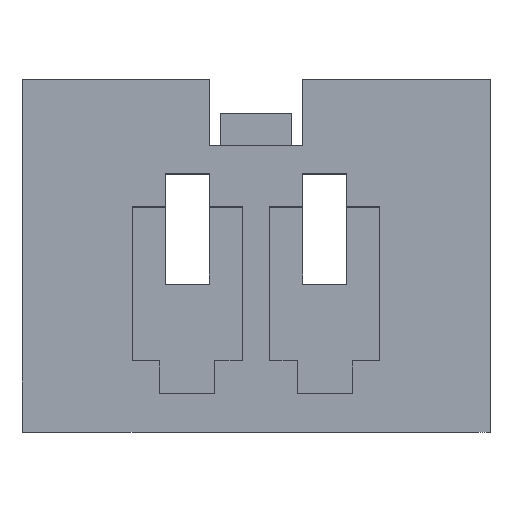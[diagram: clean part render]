
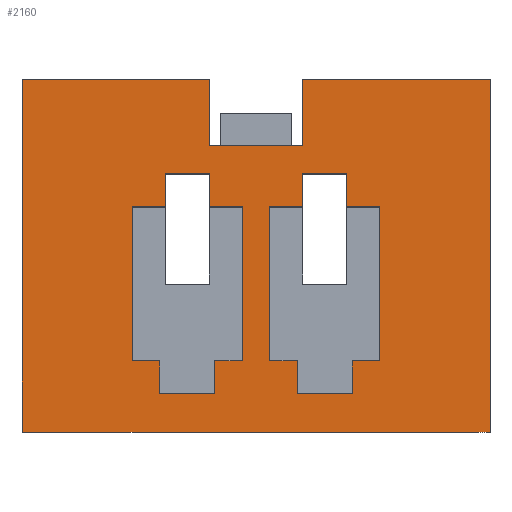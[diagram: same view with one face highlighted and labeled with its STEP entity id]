
A CAD part, top view. The second image highlights one B-rep face of the part: STEP entity #2160.
In plain terms, the highlighted planar face has unit normal (0, 0, 1).
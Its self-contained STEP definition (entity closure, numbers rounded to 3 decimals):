
#218=ORIENTED_EDGE('',*,*,#813,.F.);
#219=ORIENTED_EDGE('',*,*,#671,.T.);
#220=ORIENTED_EDGE('',*,*,#814,.F.);
#221=ORIENTED_EDGE('',*,*,#719,.F.);
#222=ORIENTED_EDGE('',*,*,#815,.T.);
#223=ORIENTED_EDGE('',*,*,#816,.T.);
#224=ORIENTED_EDGE('',*,*,#817,.F.);
#225=ORIENTED_EDGE('',*,*,#801,.F.);
#226=ORIENTED_EDGE('',*,*,#818,.T.);
#227=ORIENTED_EDGE('',*,*,#819,.T.);
#228=ORIENTED_EDGE('',*,*,#820,.T.);
#229=ORIENTED_EDGE('',*,*,#821,.T.);
#230=ORIENTED_EDGE('',*,*,#822,.T.);
#231=ORIENTED_EDGE('',*,*,#823,.T.);
#232=ORIENTED_EDGE('',*,*,#824,.T.);
#233=ORIENTED_EDGE('',*,*,#825,.T.);
#234=ORIENTED_EDGE('',*,*,#826,.T.);
#235=ORIENTED_EDGE('',*,*,#827,.T.);
#236=ORIENTED_EDGE('',*,*,#828,.T.);
#237=ORIENTED_EDGE('',*,*,#829,.T.);
#238=ORIENTED_EDGE('',*,*,#830,.T.);
#239=ORIENTED_EDGE('',*,*,#831,.T.);
#240=ORIENTED_EDGE('',*,*,#832,.T.);
#241=ORIENTED_EDGE('',*,*,#833,.T.);
#242=ORIENTED_EDGE('',*,*,#834,.T.);
#243=ORIENTED_EDGE('',*,*,#749,.T.);
#244=ORIENTED_EDGE('',*,*,#687,.T.);
#245=ORIENTED_EDGE('',*,*,#692,.T.);
#246=ORIENTED_EDGE('',*,*,#695,.T.);
#247=ORIENTED_EDGE('',*,*,#698,.T.);
#248=ORIENTED_EDGE('',*,*,#703,.T.);
#249=ORIENTED_EDGE('',*,*,#778,.T.);
#671=EDGE_CURVE('',#986,#988,#1196,.T.);
#687=EDGE_CURVE('',#1003,#1002,#1210,.T.);
#692=EDGE_CURVE('',#1002,#1006,#1215,.T.);
#695=EDGE_CURVE('',#1006,#1008,#1218,.T.);
#698=EDGE_CURVE('',#1008,#1010,#1221,.T.);
#703=EDGE_CURVE('',#1010,#1014,#1226,.T.);
#719=EDGE_CURVE('',#1027,#1028,#1241,.T.);
#749=EDGE_CURVE('',#1053,#1003,#1270,.T.);
#778=EDGE_CURVE('',#1014,#1074,#1299,.T.);
#801=EDGE_CURVE('',#1093,#1094,#1322,.T.);
#813=EDGE_CURVE('',#986,#1093,#1334,.T.);
#814=EDGE_CURVE('',#1028,#988,#1335,.T.);
#815=EDGE_CURVE('',#1027,#1101,#1336,.T.);
#816=EDGE_CURVE('',#1101,#1102,#1337,.T.);
#817=EDGE_CURVE('',#1094,#1102,#1338,.T.);
#818=EDGE_CURVE('',#1103,#1104,#1339,.T.);
#819=EDGE_CURVE('',#1104,#1105,#1340,.T.);
#820=EDGE_CURVE('',#1105,#1106,#1341,.T.);
#821=EDGE_CURVE('',#1106,#1107,#1342,.T.);
#822=EDGE_CURVE('',#1107,#1108,#1343,.T.);
#823=EDGE_CURVE('',#1108,#1109,#1344,.T.);
#824=EDGE_CURVE('',#1109,#1110,#1345,.T.);
#825=EDGE_CURVE('',#1110,#1111,#1346,.T.);
#826=EDGE_CURVE('',#1111,#1112,#1347,.T.);
#827=EDGE_CURVE('',#1112,#1113,#1348,.T.);
#828=EDGE_CURVE('',#1113,#1114,#1349,.T.);
#829=EDGE_CURVE('',#1114,#1103,#1350,.T.);
#830=EDGE_CURVE('',#1074,#1115,#1351,.T.);
#831=EDGE_CURVE('',#1115,#1116,#1352,.T.);
#832=EDGE_CURVE('',#1116,#1117,#1353,.T.);
#833=EDGE_CURVE('',#1117,#1118,#1354,.T.);
#834=EDGE_CURVE('',#1118,#1053,#1355,.T.);
#986=VERTEX_POINT('',#2912);
#988=VERTEX_POINT('',#2916);
#1002=VERTEX_POINT('',#2949);
#1003=VERTEX_POINT('',#2951);
#1006=VERTEX_POINT('',#2959);
#1008=VERTEX_POINT('',#2965);
#1010=VERTEX_POINT('',#2971);
#1014=VERTEX_POINT('',#2981);
#1027=VERTEX_POINT('',#3013);
#1028=VERTEX_POINT('',#3015);
#1053=VERTEX_POINT('',#3074);
#1074=VERTEX_POINT('',#3130);
#1093=VERTEX_POINT('',#3174);
#1094=VERTEX_POINT('',#3176);
#1101=VERTEX_POINT('',#3199);
#1102=VERTEX_POINT('',#3201);
#1103=VERTEX_POINT('',#3204);
#1104=VERTEX_POINT('',#3205);
#1105=VERTEX_POINT('',#3207);
#1106=VERTEX_POINT('',#3209);
#1107=VERTEX_POINT('',#3211);
#1108=VERTEX_POINT('',#3213);
#1109=VERTEX_POINT('',#3215);
#1110=VERTEX_POINT('',#3217);
#1111=VERTEX_POINT('',#3219);
#1112=VERTEX_POINT('',#3221);
#1113=VERTEX_POINT('',#3223);
#1114=VERTEX_POINT('',#3225);
#1115=VERTEX_POINT('',#3228);
#1116=VERTEX_POINT('',#3230);
#1117=VERTEX_POINT('',#3232);
#1118=VERTEX_POINT('',#3234);
#1196=LINE('',#2917,#1507);
#1210=LINE('',#2950,#1521);
#1215=LINE('',#2960,#1526);
#1218=LINE('',#2966,#1529);
#1221=LINE('',#2972,#1532);
#1226=LINE('',#2982,#1537);
#1241=LINE('',#3014,#1552);
#1270=LINE('',#3073,#1581);
#1299=LINE('',#3131,#1610);
#1322=LINE('',#3175,#1633);
#1334=LINE('',#3196,#1645);
#1335=LINE('',#3197,#1646);
#1336=LINE('',#3198,#1647);
#1337=LINE('',#3200,#1648);
#1338=LINE('',#3202,#1649);
#1339=LINE('',#3203,#1650);
#1340=LINE('',#3206,#1651);
#1341=LINE('',#3208,#1652);
#1342=LINE('',#3210,#1653);
#1343=LINE('',#3212,#1654);
#1344=LINE('',#3214,#1655);
#1345=LINE('',#3216,#1656);
#1346=LINE('',#3218,#1657);
#1347=LINE('',#3220,#1658);
#1348=LINE('',#3222,#1659);
#1349=LINE('',#3224,#1660);
#1350=LINE('',#3226,#1661);
#1351=LINE('',#3227,#1662);
#1352=LINE('',#3229,#1663);
#1353=LINE('',#3231,#1664);
#1354=LINE('',#3233,#1665);
#1355=LINE('',#3235,#1666);
#1507=VECTOR('',#2376,1000.);
#1521=VECTOR('',#2400,1000.);
#1526=VECTOR('',#2407,1000.);
#1529=VECTOR('',#2412,1000.);
#1532=VECTOR('',#2417,1000.);
#1537=VECTOR('',#2424,1000.);
#1552=VECTOR('',#2447,1000.);
#1581=VECTOR('',#2486,1000.);
#1610=VECTOR('',#2529,1000.);
#1633=VECTOR('',#2556,1000.);
#1645=VECTOR('',#2572,1000.);
#1646=VECTOR('',#2573,1000.);
#1647=VECTOR('',#2574,1000.);
#1648=VECTOR('',#2575,1000.);
#1649=VECTOR('',#2576,1000.);
#1650=VECTOR('',#2577,1000.);
#1651=VECTOR('',#2578,1000.);
#1652=VECTOR('',#2579,1000.);
#1653=VECTOR('',#2580,1000.);
#1654=VECTOR('',#2581,1000.);
#1655=VECTOR('',#2582,1000.);
#1656=VECTOR('',#2583,1000.);
#1657=VECTOR('',#2584,1000.);
#1658=VECTOR('',#2585,1000.);
#1659=VECTOR('',#2586,1000.);
#1660=VECTOR('',#2587,1000.);
#1661=VECTOR('',#2588,1000.);
#1662=VECTOR('',#2589,1000.);
#1663=VECTOR('',#2590,1000.);
#1664=VECTOR('',#2591,1000.);
#1665=VECTOR('',#2592,1000.);
#1666=VECTOR('',#2593,1000.);
#1841=EDGE_LOOP('',(#218,#219,#220,#221,#222,#223,#224,#225));
#1842=EDGE_LOOP('',(#226,#227,#228,#229,#230,#231,#232,#233,#234,#235,#236,
#237));
#1843=EDGE_LOOP('',(#238,#239,#240,#241,#242,#243,#244,#245,#246,#247,#248,
#249));
#1950=FACE_BOUND('',#1841,.T.);
#1951=FACE_BOUND('',#1842,.T.);
#1952=FACE_BOUND('',#1843,.T.);
#2057=PLANE('',#2285);
#2160=ADVANCED_FACE('',(#1950,#1951,#1952),#2057,.T.);
#2285=AXIS2_PLACEMENT_3D('',#3195,#2570,#2571);
#2376=DIRECTION('',(-1.,0.,0.));
#2400=DIRECTION('',(-1.,0.,0.));
#2407=DIRECTION('',(0.,-1.,0.));
#2412=DIRECTION('',(-1.,0.,0.));
#2417=DIRECTION('',(0.,1.,0.));
#2424=DIRECTION('',(-1.,0.,0.));
#2447=DIRECTION('',(-1.,0.,0.));
#2486=DIRECTION('',(0.,-1.,0.));
#2529=DIRECTION('',(0.,1.,0.));
#2556=DIRECTION('',(1.,0.,0.));
#2570=DIRECTION('',(0.,0.,1.));
#2571=DIRECTION('',(1.,0.,0.));
#2572=DIRECTION('',(0.,-1.,0.));
#2573=DIRECTION('',(0.,1.,0.));
#2574=DIRECTION('',(0.,1.,0.));
#2575=DIRECTION('',(-1.,0.,0.));
#2576=DIRECTION('',(0.,1.,0.));
#2577=DIRECTION('',(1.,0.,0.));
#2578=DIRECTION('',(0.,1.,0.));
#2579=DIRECTION('',(1.,0.,0.));
#2580=DIRECTION('',(0.,-1.,0.));
#2581=DIRECTION('',(1.,0.,0.));
#2582=DIRECTION('',(0.,-1.,0.));
#2583=DIRECTION('',(-1.,0.,0.));
#2584=DIRECTION('',(0.,-1.,0.));
#2585=DIRECTION('',(-1.,0.,0.));
#2586=DIRECTION('',(0.,1.,0.));
#2587=DIRECTION('',(-1.,0.,0.));
#2588=DIRECTION('',(0.,1.,0.));
#2589=DIRECTION('',(1.,0.,0.));
#2590=DIRECTION('',(0.,1.,0.));
#2591=DIRECTION('',(1.,0.,0.));
#2592=DIRECTION('',(0.,-1.,0.));
#2593=DIRECTION('',(1.,0.,0.));
#2912=CARTESIAN_POINT('',(-0.425,1.6,1.975));
#2916=CARTESIAN_POINT('',(-2.125,1.6,1.975));
#2917=CARTESIAN_POINT('',(2.125,1.6,1.975));
#2949=CARTESIAN_POINT('',(0.875,-0.954,1.975));
#2950=CARTESIAN_POINT('',(1.125,-0.954,1.975));
#2951=CARTESIAN_POINT('',(1.125,-0.954,1.975));
#2959=CARTESIAN_POINT('',(0.875,-1.25,1.975));
#2960=CARTESIAN_POINT('',(0.875,-0.954,1.975));
#2965=CARTESIAN_POINT('',(0.375,-1.25,1.975));
#2966=CARTESIAN_POINT('',(0.875,-1.25,1.975));
#2971=CARTESIAN_POINT('',(0.375,-0.954,1.975));
#2972=CARTESIAN_POINT('',(0.375,-1.25,1.975));
#2981=CARTESIAN_POINT('',(0.125,-0.954,1.975));
#2982=CARTESIAN_POINT('',(0.375,-0.954,1.975));
#3013=CARTESIAN_POINT('',(2.125,-1.6,1.975));
#3014=CARTESIAN_POINT('',(2.125,-1.6,1.975));
#3015=CARTESIAN_POINT('',(-2.125,-1.6,1.975));
#3073=CARTESIAN_POINT('',(1.125,0.446,1.975));
#3074=CARTESIAN_POINT('',(1.125,0.446,1.975));
#3130=CARTESIAN_POINT('',(0.125,0.446,1.975));
#3131=CARTESIAN_POINT('',(0.125,-0.954,1.975));
#3174=CARTESIAN_POINT('',(-0.425,1.,1.975));
#3175=CARTESIAN_POINT('',(-0.425,1.,1.975));
#3176=CARTESIAN_POINT('',(0.425,1.,1.975));
#3195=CARTESIAN_POINT('',(2.125,-1.6,1.975));
#3196=CARTESIAN_POINT('',(-0.425,1.6,1.975));
#3197=CARTESIAN_POINT('',(-2.125,-1.6,1.975));
#3198=CARTESIAN_POINT('',(2.125,-1.6,1.975));
#3199=CARTESIAN_POINT('',(2.125,1.6,1.975));
#3200=CARTESIAN_POINT('',(2.125,1.6,1.975));
#3201=CARTESIAN_POINT('',(0.425,1.6,1.975));
#3202=CARTESIAN_POINT('',(0.425,1.,1.975));
#3203=CARTESIAN_POINT('',(-1.125,0.446,1.975));
#3204=CARTESIAN_POINT('',(-1.125,0.446,1.975));
#3205=CARTESIAN_POINT('',(-0.825,0.446,1.975));
#3206=CARTESIAN_POINT('',(-0.825,0.446,1.975));
#3207=CARTESIAN_POINT('',(-0.825,0.75,1.975));
#3208=CARTESIAN_POINT('',(-0.825,0.75,1.975));
#3209=CARTESIAN_POINT('',(-0.425,0.75,1.975));
#3210=CARTESIAN_POINT('',(-0.425,0.75,1.975));
#3211=CARTESIAN_POINT('',(-0.425,0.446,1.975));
#3212=CARTESIAN_POINT('',(-0.425,0.446,1.975));
#3213=CARTESIAN_POINT('',(-0.125,0.446,1.975));
#3214=CARTESIAN_POINT('',(-0.125,0.446,1.975));
#3215=CARTESIAN_POINT('',(-0.125,-0.954,1.975));
#3216=CARTESIAN_POINT('',(-0.125,-0.954,1.975));
#3217=CARTESIAN_POINT('',(-0.375,-0.954,1.975));
#3218=CARTESIAN_POINT('',(-0.375,-0.954,1.975));
#3219=CARTESIAN_POINT('',(-0.375,-1.25,1.975));
#3220=CARTESIAN_POINT('',(-0.375,-1.25,1.975));
#3221=CARTESIAN_POINT('',(-0.875,-1.25,1.975));
#3222=CARTESIAN_POINT('',(-0.875,-1.25,1.975));
#3223=CARTESIAN_POINT('',(-0.875,-0.954,1.975));
#3224=CARTESIAN_POINT('',(-0.875,-0.954,1.975));
#3225=CARTESIAN_POINT('',(-1.125,-0.954,1.975));
#3226=CARTESIAN_POINT('',(-1.125,-0.954,1.975));
#3227=CARTESIAN_POINT('',(0.125,0.446,1.975));
#3228=CARTESIAN_POINT('',(0.425,0.446,1.975));
#3229=CARTESIAN_POINT('',(0.425,0.446,1.975));
#3230=CARTESIAN_POINT('',(0.425,0.75,1.975));
#3231=CARTESIAN_POINT('',(0.425,0.75,1.975));
#3232=CARTESIAN_POINT('',(0.825,0.75,1.975));
#3233=CARTESIAN_POINT('',(0.825,0.75,1.975));
#3234=CARTESIAN_POINT('',(0.825,0.446,1.975));
#3235=CARTESIAN_POINT('',(0.825,0.446,1.975));
